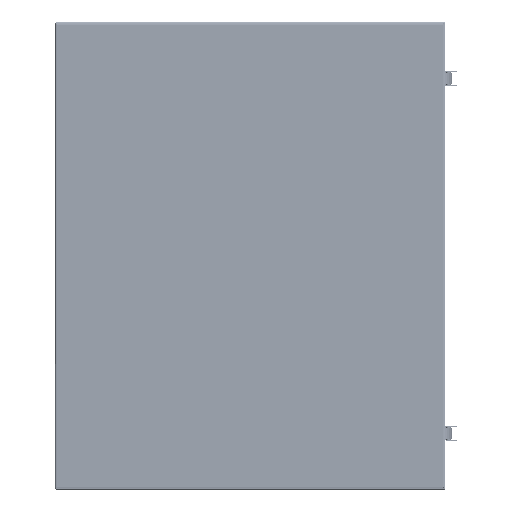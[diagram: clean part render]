
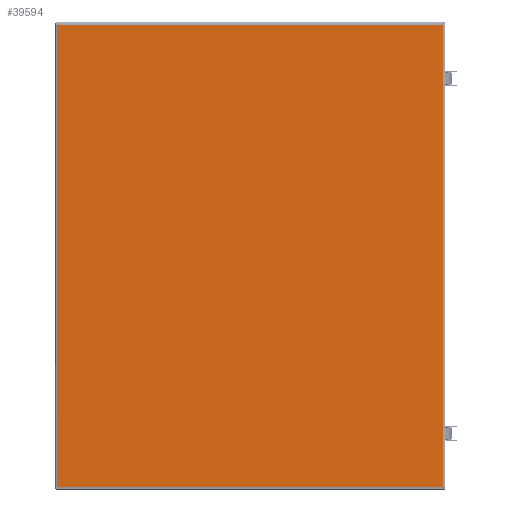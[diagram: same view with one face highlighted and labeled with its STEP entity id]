
A CAD part, top view. The second image highlights one B-rep face of the part: STEP entity #39594.
In plain terms, the highlighted planar face has unit normal (0, 0, 1).
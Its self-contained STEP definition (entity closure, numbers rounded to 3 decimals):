
#3986=LINE('',#69555,#6429);
#3995=LINE('',#69616,#6438);
#4025=LINE('',#69801,#6468);
#4026=LINE('',#69803,#6469);
#6429=VECTOR('',#47219,0.394);
#6438=VECTOR('',#47236,0.394);
#6468=VECTOR('',#47296,0.394);
#6469=VECTOR('',#47299,0.394);
#10038=FACE_OUTER_BOUND('',#12483,.T.);
#12483=EDGE_LOOP('',(#29981,#29982,#29983,#29984));
#17154=VERTEX_POINT('',#69421);
#17159=VERTEX_POINT('',#69475);
#17164=VERTEX_POINT('',#69547);
#17171=VERTEX_POINT('',#69615);
#21724=EDGE_CURVE('',#17154,#17164,#3986,.T.);
#21737=EDGE_CURVE('',#17171,#17159,#3995,.T.);
#21775=EDGE_CURVE('',#17159,#17154,#4025,.T.);
#21776=EDGE_CURVE('',#17164,#17171,#4026,.T.);
#29981=ORIENTED_EDGE('',*,*,#21775,.T.);
#29982=ORIENTED_EDGE('',*,*,#21724,.T.);
#29983=ORIENTED_EDGE('',*,*,#21776,.T.);
#29984=ORIENTED_EDGE('',*,*,#21737,.T.);
#38212=PLANE('',#42663);
#39594=ADVANCED_FACE('',(#10038),#38212,.T.);
#42663=AXIS2_PLACEMENT_3D('',#69802,#47297,#47298);
#47219=DIRECTION('',(1.,0.,0.));
#47236=DIRECTION('',(-1.,0.,0.));
#47296=DIRECTION('',(0.,-1.,0.));
#47297=DIRECTION('center_axis',(0.,0.,1.));
#47298=DIRECTION('ref_axis',(1.,0.,0.));
#47299=DIRECTION('',(0.,1.,0.));
#69421=CARTESIAN_POINT('',(-14.86,-17.803,0.068));
#69475=CARTESIAN_POINT('',(-14.86,17.803,0.068));
#69547=CARTESIAN_POINT('',(14.86,-17.803,0.068));
#69555=CARTESIAN_POINT('',(-7.48,-17.803,0.068));
#69615=CARTESIAN_POINT('',(14.86,17.803,0.068));
#69616=CARTESIAN_POINT('',(7.48,17.803,0.068));
#69801=CARTESIAN_POINT('',(-14.86,8.901,0.068));
#69802=CARTESIAN_POINT('Origin',(0.,0.,0.068));
#69803=CARTESIAN_POINT('',(14.86,-8.901,0.068));
